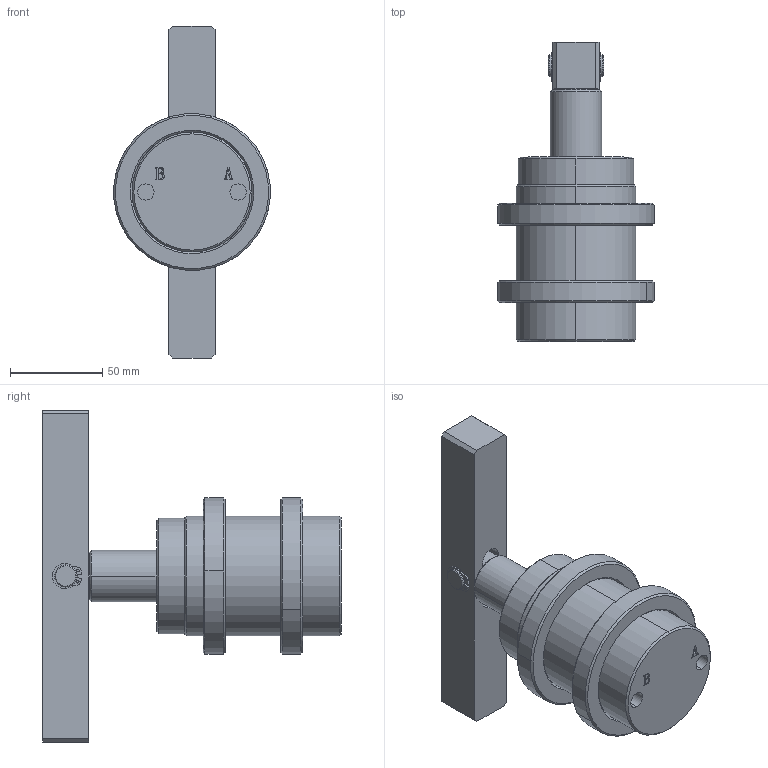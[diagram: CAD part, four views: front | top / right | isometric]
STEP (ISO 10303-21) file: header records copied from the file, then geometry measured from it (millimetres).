
FILE_DESCRIPTION (( 'STEP AP203' ), '1' );
FILE_NAME ('HSL-TB50D.STEP', '2019-10-06T06:51:04', ( '微软用户' ), ( '微软中国' ), 'SwSTEP 2.0', 'SolidWorks 2012', '' );
FILE_SCHEMA (( 'CONFIG_CONTROL_DESIGN' ));
Length unit declared in the file: millimetre
Products named in the file (7): HSL-TB50D; circlips for shaft--type a large gb_GB_CONNECTING_PIECE_RING_RRA 12; HSL-TB50D蛌褒詰隅弇种; HSL-TB50D蛌褒詰揤旋杻秶; 蹟譫; HSL-TB50S掛极; HSL-50D转角缸活塞杆
Assembly tree (8 placements, depth 2):
  HSL-TB50D
    HSL-TB50S掛极
    HSL-TB50D蛌褒詰隅弇种
    HSL-50D转角缸活塞杆
    HSL-TB50D蛌褒詰揤旋杻秶
    蹟譫  x2
    circlips for shaft--type a large gb_GB_CONNECTING_PIECE_RING_RRA 12  x2
Bounding box: 84.82 x 162 x 180 mm (x, y, z)
Volume: 449661 mm3; surface area: 96891.5 mm2
Topology: 8 solids, 8 shells, 215 faces, 512 edges, 328 vertices
Faces by surface type: plane 85, cylinder 76, cone 34, bspline 16, torus 4
Entity records: 6715 total; most frequent: CARTESIAN_POINT 1738, DIRECTION 884, ORIENTED_EDGE 848, EDGE_CURVE 424, AXIS2_PLACEMENT_3D 322, VERTEX_POINT 272, LINE 240, VECTOR 240
